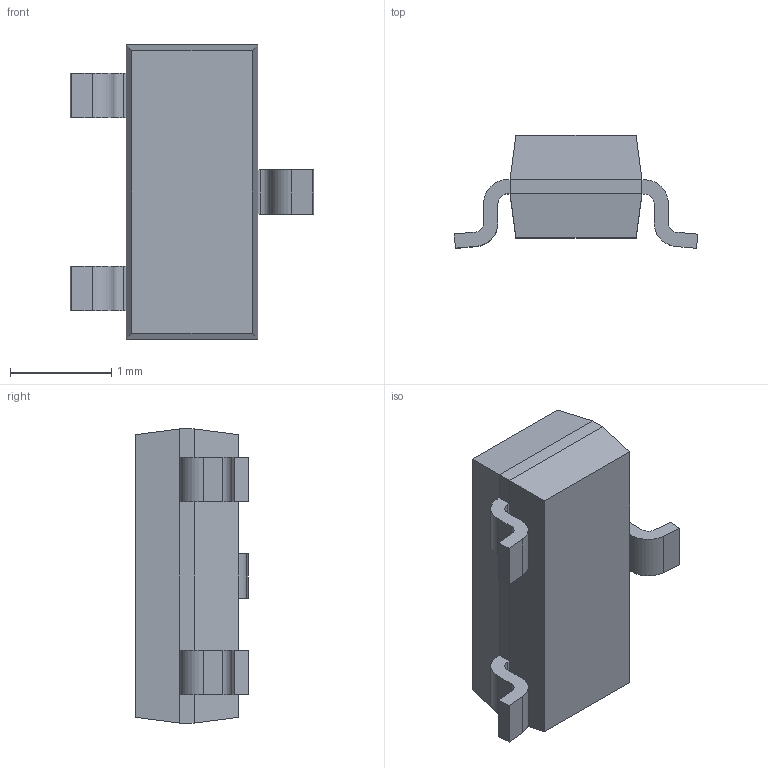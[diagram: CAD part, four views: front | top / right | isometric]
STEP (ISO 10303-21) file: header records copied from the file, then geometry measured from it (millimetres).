
FILE_DESCRIPTION (( 'STEP AP214' ), '1' );
FILE_NAME ('2N7002.STEP', '2022-12-30T14:42:08', ( '' ), ( '' ), 'SwSTEP 2.0', 'SolidWorks 2022', '' );
FILE_SCHEMA (( 'AUTOMOTIVE_DESIGN' ));
Length unit declared in the file: inch
Products named in the file (5): 2N7002_4; 2N7002; 2N7002_2; 2N7002_3
Assembly tree (4 placements, depth 2):
  2N7002
    2N7002_2
    2N7002_3
    2N7002_4
    2N7002
Bounding box: 2.4 x 1.11 x 2.9 mm (x, y, z)
Volume: 3.8 mm3; surface area: 18.7 mm2
Topology: 4 solids, 4 shells, 122 faces, 310 edges, 204 vertices
Faces by surface type: plane 80, bspline 30, cylinder 12
Entity records: 6764 total; most frequent: CARTESIAN_POINT 3025, ORIENTED_EDGE 620, DIRECTION 472, EDGE_CURVE 310, VECTOR 226, LINE 226, VERTEX_POINT 204, EDGE_LOOP 130
